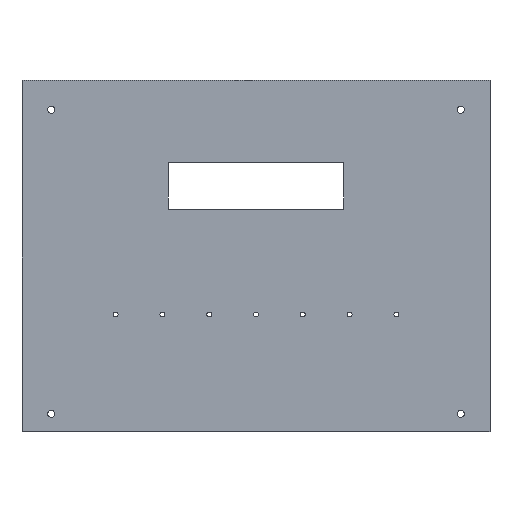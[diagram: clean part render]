
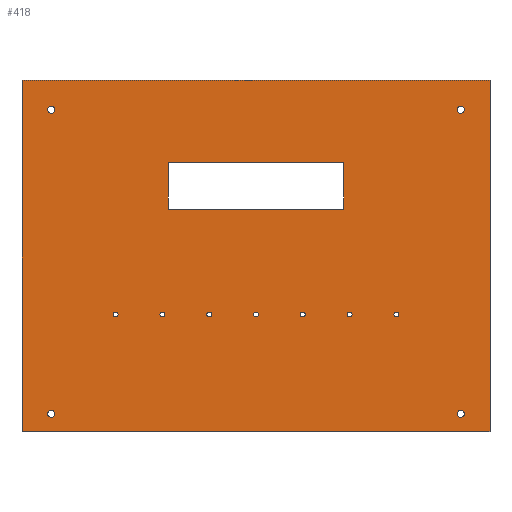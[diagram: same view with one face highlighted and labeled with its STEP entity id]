
A CAD part, top view. The second image highlights one B-rep face of the part: STEP entity #418.
In plain terms, the highlighted planar face has unit normal (0, 0, 1).
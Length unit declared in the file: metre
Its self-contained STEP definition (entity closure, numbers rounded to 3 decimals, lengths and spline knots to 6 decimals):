
#20=CIRCLE('',#440,0.0021);
#22=CIRCLE('',#443,0.0021);
#24=CIRCLE('',#446,0.0021);
#26=CIRCLE('',#449,0.0021);
#28=CIRCLE('',#452,0.0021);
#30=CIRCLE('',#455,0.0021);
#32=CIRCLE('',#458,0.0021);
#34=CIRCLE('',#461,0.003);
#36=CIRCLE('',#464,0.003);
#38=CIRCLE('',#467,0.003);
#40=CIRCLE('',#472,0.003);
#107=ORIENTED_EDGE('',*,*,#157,.F.);
#108=ORIENTED_EDGE('',*,*,#161,.T.);
#109=ORIENTED_EDGE('',*,*,#164,.T.);
#110=ORIENTED_EDGE('',*,*,#188,.F.);
#111=ORIENTED_EDGE('',*,*,#147,.F.);
#112=ORIENTED_EDGE('',*,*,#151,.T.);
#113=ORIENTED_EDGE('',*,*,#154,.T.);
#114=ORIENTED_EDGE('',*,*,#186,.F.);
#115=ORIENTED_EDGE('',*,*,#183,.F.);
#116=ORIENTED_EDGE('',*,*,#181,.F.);
#117=ORIENTED_EDGE('',*,*,#179,.T.);
#118=ORIENTED_EDGE('',*,*,#177,.F.);
#119=ORIENTED_EDGE('',*,*,#175,.F.);
#120=ORIENTED_EDGE('',*,*,#173,.F.);
#121=ORIENTED_EDGE('',*,*,#171,.F.);
#122=ORIENTED_EDGE('',*,*,#169,.F.);
#123=ORIENTED_EDGE('',*,*,#167,.F.);
#124=ORIENTED_EDGE('',*,*,#165,.F.);
#125=ORIENTED_EDGE('',*,*,#189,.T.);
#147=EDGE_CURVE('',#193,#194,#231,.T.);
#151=EDGE_CURVE('',#193,#196,#235,.T.);
#154=EDGE_CURVE('',#196,#198,#238,.T.);
#157=EDGE_CURVE('',#201,#202,#241,.T.);
#161=EDGE_CURVE('',#201,#204,#245,.T.);
#164=EDGE_CURVE('',#204,#206,#248,.T.);
#165=EDGE_CURVE('',#207,#207,#20,.T.);
#167=EDGE_CURVE('',#209,#209,#22,.T.);
#169=EDGE_CURVE('',#211,#211,#24,.T.);
#171=EDGE_CURVE('',#213,#213,#26,.T.);
#173=EDGE_CURVE('',#215,#215,#28,.T.);
#175=EDGE_CURVE('',#217,#217,#30,.T.);
#177=EDGE_CURVE('',#219,#219,#32,.T.);
#179=EDGE_CURVE('',#221,#221,#34,.T.);
#181=EDGE_CURVE('',#223,#223,#36,.T.);
#183=EDGE_CURVE('',#225,#225,#38,.T.);
#186=EDGE_CURVE('',#194,#198,#250,.T.);
#188=EDGE_CURVE('',#202,#206,#252,.T.);
#189=EDGE_CURVE('',#227,#227,#40,.T.);
#193=VERTEX_POINT('',#594);
#194=VERTEX_POINT('',#596);
#196=VERTEX_POINT('',#602);
#198=VERTEX_POINT('',#608);
#201=VERTEX_POINT('',#615);
#202=VERTEX_POINT('',#617);
#204=VERTEX_POINT('',#623);
#206=VERTEX_POINT('',#629);
#207=VERTEX_POINT('',#633);
#209=VERTEX_POINT('',#638);
#211=VERTEX_POINT('',#643);
#213=VERTEX_POINT('',#648);
#215=VERTEX_POINT('',#653);
#217=VERTEX_POINT('',#658);
#219=VERTEX_POINT('',#663);
#221=VERTEX_POINT('',#668);
#223=VERTEX_POINT('',#673);
#225=VERTEX_POINT('',#678);
#227=VERTEX_POINT('',#689);
#231=LINE('',#595,#255);
#235=LINE('',#603,#259);
#238=LINE('',#609,#262);
#241=LINE('',#616,#265);
#245=LINE('',#624,#269);
#248=LINE('',#630,#272);
#250=LINE('',#683,#274);
#252=LINE('',#686,#276);
#255=VECTOR('',#482,1.);
#259=VECTOR('',#488,1.);
#262=VECTOR('',#493,1.);
#265=VECTOR('',#498,1.);
#269=VECTOR('',#504,1.);
#272=VECTOR('',#509,1.);
#274=VECTOR('',#573,1.);
#276=VECTOR('',#577,1.);
#307=EDGE_LOOP('',(#107,#108,#109,#110));
#308=EDGE_LOOP('',(#111,#112,#113,#114));
#309=EDGE_LOOP('',(#115));
#310=EDGE_LOOP('',(#116));
#311=EDGE_LOOP('',(#117));
#312=EDGE_LOOP('',(#118));
#313=EDGE_LOOP('',(#119));
#314=EDGE_LOOP('',(#120));
#315=EDGE_LOOP('',(#121));
#316=EDGE_LOOP('',(#122));
#317=EDGE_LOOP('',(#123));
#318=EDGE_LOOP('',(#124));
#319=EDGE_LOOP('',(#125));
#363=FACE_BOUND('',#307,.T.);
#364=FACE_BOUND('',#308,.T.);
#365=FACE_BOUND('',#309,.T.);
#366=FACE_BOUND('',#310,.T.);
#367=FACE_BOUND('',#311,.T.);
#368=FACE_BOUND('',#312,.T.);
#369=FACE_BOUND('',#313,.T.);
#370=FACE_BOUND('',#314,.T.);
#371=FACE_BOUND('',#315,.T.);
#372=FACE_BOUND('',#316,.T.);
#373=FACE_BOUND('',#317,.T.);
#374=FACE_BOUND('',#318,.T.);
#375=FACE_BOUND('',#319,.T.);
#397=PLANE('',#474);
#418=ADVANCED_FACE('',(#363,#364,#365,#366,#367,#368,#369,#370,#371,#372,
#373,#374,#375),#397,.T.);
#440=AXIS2_PLACEMENT_3D('',#632,#512,#513);
#443=AXIS2_PLACEMENT_3D('',#637,#518,#519);
#446=AXIS2_PLACEMENT_3D('',#642,#524,#525);
#449=AXIS2_PLACEMENT_3D('',#647,#530,#531);
#452=AXIS2_PLACEMENT_3D('',#652,#536,#537);
#455=AXIS2_PLACEMENT_3D('',#657,#542,#543);
#458=AXIS2_PLACEMENT_3D('',#662,#548,#549);
#461=AXIS2_PLACEMENT_3D('',#667,#554,#555);
#464=AXIS2_PLACEMENT_3D('',#672,#560,#561);
#467=AXIS2_PLACEMENT_3D('',#677,#566,#567);
#472=AXIS2_PLACEMENT_3D('',#688,#580,#581);
#474=AXIS2_PLACEMENT_3D('',#692,#584,#585);
#482=DIRECTION('',(0.,-1.,0.));
#488=DIRECTION('',(1.,0.,0.));
#493=DIRECTION('',(0.,-1.,0.));
#498=DIRECTION('',(0.,1.,0.));
#504=DIRECTION('',(1.,0.,0.));
#509=DIRECTION('',(0.,1.,0.));
#512=DIRECTION('',(0.,0.,1.));
#513=DIRECTION('',(1.,0.,0.));
#518=DIRECTION('',(0.,0.,1.));
#519=DIRECTION('',(1.,0.,0.));
#524=DIRECTION('',(0.,0.,1.));
#525=DIRECTION('',(1.,0.,0.));
#530=DIRECTION('',(0.,0.,1.));
#531=DIRECTION('',(1.,0.,0.));
#536=DIRECTION('',(0.,0.,1.));
#537=DIRECTION('',(1.,0.,0.));
#542=DIRECTION('',(0.,0.,1.));
#543=DIRECTION('',(1.,0.,0.));
#548=DIRECTION('',(0.,0.,1.));
#549=DIRECTION('',(1.,0.,0.));
#554=DIRECTION('',(0.,0.,-1.));
#555=DIRECTION('',(1.,0.,0.));
#560=DIRECTION('',(0.,0.,1.));
#561=DIRECTION('',(1.,0.,0.));
#566=DIRECTION('',(0.,0.,1.));
#567=DIRECTION('',(1.,0.,0.));
#573=DIRECTION('',(1.,0.,0.));
#577=DIRECTION('',(1.,0.,0.));
#580=DIRECTION('',(0.,0.,-1.));
#581=DIRECTION('',(1.,0.,0.));
#584=DIRECTION('',(0.,0.,1.));
#585=DIRECTION('',(1.,0.,0.));
#594=CARTESIAN_POINT('',(0.125,0.23,0.003));
#595=CARTESIAN_POINT('',(0.125,0.21,0.003));
#596=CARTESIAN_POINT('',(0.125,0.19,0.003));
#602=CARTESIAN_POINT('',(0.275,0.23,0.003));
#603=CARTESIAN_POINT('',(0.2,0.23,0.003));
#608=CARTESIAN_POINT('',(0.275,0.19,0.003));
#609=CARTESIAN_POINT('',(0.275,0.21,0.003));
#615=CARTESIAN_POINT('',(0.,0.,0.003));
#616=CARTESIAN_POINT('',(0.,0.15,0.003));
#617=CARTESIAN_POINT('',(0.,0.3,0.003));
#623=CARTESIAN_POINT('',(0.4,0.,0.003));
#624=CARTESIAN_POINT('',(0.2,0.,0.003));
#629=CARTESIAN_POINT('',(0.4,0.3,0.003));
#630=CARTESIAN_POINT('',(0.4,0.15,0.003));
#632=CARTESIAN_POINT('',(0.32,0.1,0.003));
#633=CARTESIAN_POINT('',(0.3221,0.1,0.003));
#637=CARTESIAN_POINT('',(0.28,0.1,0.003));
#638=CARTESIAN_POINT('',(0.2821,0.1,0.003));
#642=CARTESIAN_POINT('',(0.24,0.1,0.003));
#643=CARTESIAN_POINT('',(0.2421,0.1,0.003));
#647=CARTESIAN_POINT('',(0.2,0.1,0.003));
#648=CARTESIAN_POINT('',(0.2021,0.1,0.003));
#652=CARTESIAN_POINT('',(0.16,0.1,0.003));
#653=CARTESIAN_POINT('',(0.1621,0.1,0.003));
#657=CARTESIAN_POINT('',(0.12,0.1,0.003));
#658=CARTESIAN_POINT('',(0.1221,0.1,0.003));
#662=CARTESIAN_POINT('',(0.08,0.1,0.003));
#663=CARTESIAN_POINT('',(0.0821,0.1,0.003));
#667=CARTESIAN_POINT('',(0.375,0.275,0.003));
#668=CARTESIAN_POINT('',(0.378,0.275,0.003));
#672=CARTESIAN_POINT('',(0.025,0.015,0.003));
#673=CARTESIAN_POINT('',(0.028,0.015,0.003));
#677=CARTESIAN_POINT('',(0.025,0.275,0.003));
#678=CARTESIAN_POINT('',(0.028,0.275,0.003));
#683=CARTESIAN_POINT('',(0.2,0.19,0.003));
#686=CARTESIAN_POINT('',(0.2,0.3,0.003));
#688=CARTESIAN_POINT('',(0.375,0.015,0.003));
#689=CARTESIAN_POINT('',(0.378,0.015,0.003));
#692=CARTESIAN_POINT('',(0.2,0.15,0.003));
